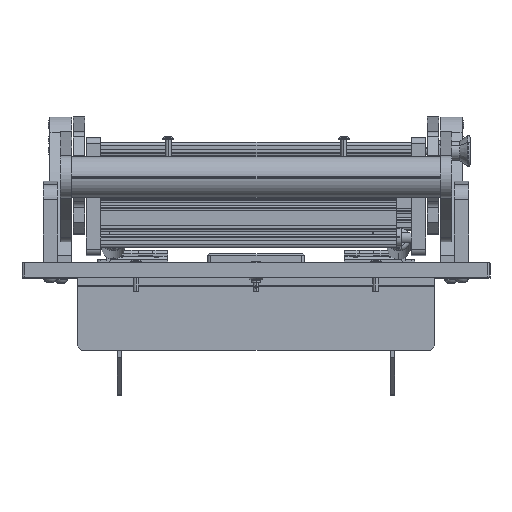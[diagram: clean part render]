
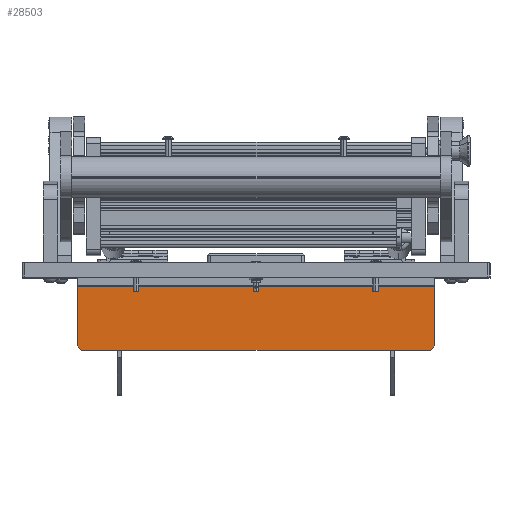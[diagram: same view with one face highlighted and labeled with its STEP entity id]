
A CAD part, top view. The second image highlights one B-rep face of the part: STEP entity #28503.
In plain terms, the highlighted face is planar.
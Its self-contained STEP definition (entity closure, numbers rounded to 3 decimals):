
#20 = CARTESIAN_POINT ( 'NONE',  ( -6., -6., -122. ) ) ;
#318 = LINE ( 'NONE', #24762, #20587 ) ;
#3205 = VECTOR ( 'NONE', #36199, 1000. ) ;
#6290 = PLANE ( 'NONE',  #46762 ) ;
#7035 = ORIENTED_EDGE ( 'NONE', *, *, #8994, .F. ) ;
#8994 = EDGE_CURVE ( 'NONE', #10902, #12373, #47381, .T. ) ;
#9065 = CARTESIAN_POINT ( 'NONE',  ( -6., -47., -122. ) ) ;
#9537 = ORIENTED_EDGE ( 'NONE', *, *, #18451, .T. ) ;
#10902 = VERTEX_POINT ( 'NONE', #11735 ) ;
#11735 = CARTESIAN_POINT ( 'NONE',  ( -6., -50., 119. ) ) ;
#11856 = LINE ( 'NONE', #30932, #36303 ) ;
#12107 = LINE ( 'NONE', #50313, #3205 ) ;
#12373 = VERTEX_POINT ( 'NONE', #53640 ) ;
#14216 = CARTESIAN_POINT ( 'NONE',  ( -6., -50., 122. ) ) ;
#14346 = CARTESIAN_POINT ( 'NONE',  ( -6., -6., 122. ) ) ;
#16036 = FACE_OUTER_BOUND ( 'NONE', #54292, .T. ) ;
#17362 = VERTEX_POINT ( 'NONE', #50116 ) ;
#18451 = EDGE_CURVE ( 'NONE', #18987, #52482, #36673, .T. ) ;
#18987 = VERTEX_POINT ( 'NONE', #14346 ) ;
#20587 = VECTOR ( 'NONE', #29474, 1000. ) ;
#21002 = CARTESIAN_POINT ( 'NONE',  ( -6., -50., -119. ) ) ;
#24310 = EDGE_CURVE ( 'NONE', #10902, #17362, #318, .T. ) ;
#24762 = CARTESIAN_POINT ( 'NONE',  ( -6., -47., 122. ) ) ;
#25086 = CARTESIAN_POINT ( 'NONE',  ( -6., -6., 122. ) ) ;
#28503 = ADVANCED_FACE ( 'NONE', ( #16036 ), #6290, .F. ) ;
#29474 = DIRECTION ( 'NONE',  ( 0., 0.707, 0.707 ) ) ;
#29723 = ORIENTED_EDGE ( 'NONE', *, *, #61912, .T. ) ;
#30413 = DIRECTION ( 'NONE',  ( 0., 1., 0. ) ) ;
#30932 = CARTESIAN_POINT ( 'NONE',  ( -6., -6., 122. ) ) ;
#31026 = VECTOR ( 'NONE', #34789, 1000. ) ;
#34028 = ORIENTED_EDGE ( 'NONE', *, *, #36455, .T. ) ;
#34789 = DIRECTION ( 'NONE',  ( 0., -0.707, 0.707 ) ) ;
#35432 = DIRECTION ( 'NONE',  ( 1., 0., 0. ) ) ;
#36199 = DIRECTION ( 'NONE',  ( 0., -1., 0. ) ) ;
#36303 = VECTOR ( 'NONE', #49748, 1000. ) ;
#36455 = EDGE_CURVE ( 'NONE', #44482, #12373, #48573, .T. ) ;
#36673 = LINE ( 'NONE', #60792, #57494 ) ;
#44482 = VERTEX_POINT ( 'NONE', #9065 ) ;
#46762 = AXIS2_PLACEMENT_3D ( 'NONE', #25086, #35432, #30413 ) ;
#47381 = LINE ( 'NONE', #14216, #55171 ) ;
#48573 = LINE ( 'NONE', #21002, #31026 ) ;
#49748 = DIRECTION ( 'NONE',  ( 0., -1., 0. ) ) ;
#50116 = CARTESIAN_POINT ( 'NONE',  ( -6., -47., 122. ) ) ;
#50313 = CARTESIAN_POINT ( 'NONE',  ( -6., -6., -122. ) ) ;
#52482 = VERTEX_POINT ( 'NONE', #20 ) ;
#53640 = CARTESIAN_POINT ( 'NONE',  ( -6., -50., -119. ) ) ;
#54292 = EDGE_LOOP ( 'NONE', ( #7035, #57564, #60868, #9537, #29723, #34028 ) ) ;
#55171 = VECTOR ( 'NONE', #56497, 1000. ) ;
#55779 = DIRECTION ( 'NONE',  ( 0., 0., -1. ) ) ;
#56497 = DIRECTION ( 'NONE',  ( 0., 0., -1. ) ) ;
#57494 = VECTOR ( 'NONE', #55779, 1000. ) ;
#57564 = ORIENTED_EDGE ( 'NONE', *, *, #24310, .T. ) ;
#60034 = EDGE_CURVE ( 'NONE', #18987, #17362, #11856, .T. ) ;
#60792 = CARTESIAN_POINT ( 'NONE',  ( -6., -6., 122. ) ) ;
#60868 = ORIENTED_EDGE ( 'NONE', *, *, #60034, .F. ) ;
#61912 = EDGE_CURVE ( 'NONE', #52482, #44482, #12107, .T. ) ;
